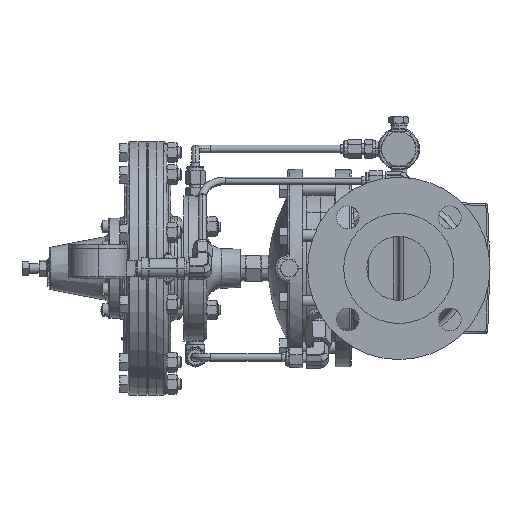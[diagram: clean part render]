
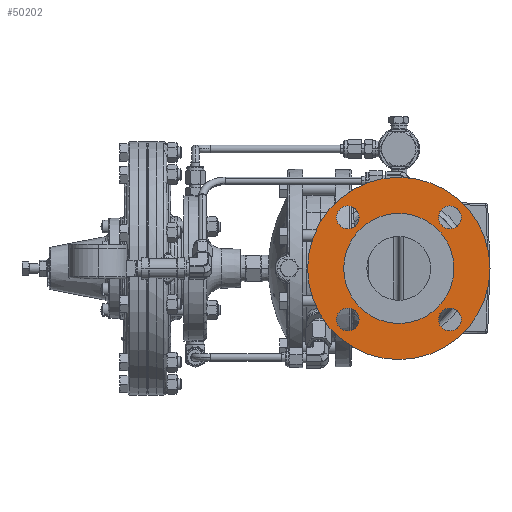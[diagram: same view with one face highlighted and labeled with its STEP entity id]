
A CAD part, left-side view. The second image highlights one B-rep face of the part: STEP entity #50202.
In plain terms, the highlighted planar face has unit normal (-1, 0, 0).
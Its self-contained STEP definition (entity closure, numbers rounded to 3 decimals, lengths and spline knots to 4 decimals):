
#1236 = VERTEX_POINT ( 'NONE', #86990 ) ;
#1780 = DIRECTION ( 'NONE',  ( 0., 0., 1. ) ) ;
#2135 = DIRECTION ( 'NONE',  ( 0., 0., 1. ) ) ;
#2734 = AXIS2_PLACEMENT_3D ( 'NONE', #23092, #63507, #119325 ) ;
#2944 = DIRECTION ( 'NONE',  ( -1., 0., 0. ) ) ;
#4090 = CARTESIAN_POINT ( 'NONE',  ( -4.5005, -1.6794, 1.3044 ) ) ;
#4231 = VERTEX_POINT ( 'NONE', #60984 ) ;
#4883 = DIRECTION ( 'NONE',  ( 0., 0., 1. ) ) ;
#5196 = DIRECTION ( 'NONE',  ( 0., 0., 1. ) ) ;
#9077 = CARTESIAN_POINT ( 'NONE',  ( -4.5005, 1.8125, 0. ) ) ;
#13343 = CIRCLE ( 'NONE', #22203, 1.8125 ) ;
#15245 = CARTESIAN_POINT ( 'NONE',  ( -4.5005, 0., 0. ) ) ;
#19958 = CARTESIAN_POINT ( 'NONE',  ( -4.5005, 1.6794, -1.6794 ) ) ;
#21204 = CARTESIAN_POINT ( 'NONE',  ( -4.5005, 1.6794, -2.0544 ) ) ;
#21414 = AXIS2_PLACEMENT_3D ( 'NONE', #105923, #50646, #37542 ) ;
#22203 = AXIS2_PLACEMENT_3D ( 'NONE', #23296, #75582, #131409 ) ;
#22695 = DIRECTION ( 'NONE',  ( -1., 0., 0. ) ) ;
#22833 = EDGE_LOOP ( 'NONE', ( #116246, #106084 ) ) ;
#23092 = CARTESIAN_POINT ( 'NONE',  ( -4.5005, 0., 0. ) ) ;
#23296 = CARTESIAN_POINT ( 'NONE',  ( -4.5005, 0., 0. ) ) ;
#24514 = AXIS2_PLACEMENT_3D ( 'NONE', #140279, #98752, #4883 ) ;
#24718 = EDGE_CURVE ( 'NONE', #96584, #161155, #175412, .T. ) ;
#29181 = EDGE_CURVE ( 'NONE', #126234, #30522, #40293, .T. ) ;
#30522 = VERTEX_POINT ( 'NONE', #121493 ) ;
#33602 = DIRECTION ( 'NONE',  ( 0., 0., 1. ) ) ;
#35741 = PLANE ( 'NONE',  #45485 ) ;
#37542 = DIRECTION ( 'NONE',  ( 0., 0., 1. ) ) ;
#40293 = CIRCLE ( 'NONE', #87528, 3. ) ;
#43306 = CARTESIAN_POINT ( 'NONE',  ( -4.5005, 0., 0. ) ) ;
#43702 = ORIENTED_EDGE ( 'NONE', *, *, #143716, .F. ) ;
#45154 = DIRECTION ( 'NONE',  ( -1., 0., 0. ) ) ;
#45485 = AXIS2_PLACEMENT_3D ( 'NONE', #9077, #22695, #130813 ) ;
#45765 = CARTESIAN_POINT ( 'NONE',  ( -4.5005, 1.6794, -1.3044 ) ) ;
#46473 = EDGE_CURVE ( 'NONE', #160270, #164656, #146152, .T. ) ;
#47330 = CIRCLE ( 'NONE', #170907, 0.375 ) ;
#50202 = ADVANCED_FACE ( 'NONE', ( #88459, #86540, #96911, #139331, #75604, #156240 ), #35741, .T. ) ;
#50646 = DIRECTION ( 'NONE',  ( -1., 0., 0. ) ) ;
#52530 = EDGE_CURVE ( 'NONE', #161155, #96584, #47330, .T. ) ;
#53726 = EDGE_LOOP ( 'NONE', ( #76066, #141249 ) ) ;
#54640 = CIRCLE ( 'NONE', #97833, 3. ) ;
#57685 = CARTESIAN_POINT ( 'NONE',  ( -4.5005, -1.6794, 1.6794 ) ) ;
#58510 = CARTESIAN_POINT ( 'NONE',  ( -4.5005, 1.6794, 2.0544 ) ) ;
#59905 = CARTESIAN_POINT ( 'NONE',  ( -4.5005, 0., 3. ) ) ;
#60984 = CARTESIAN_POINT ( 'NONE',  ( -4.5005, 0., 1.8125 ) ) ;
#61227 = ORIENTED_EDGE ( 'NONE', *, *, #116975, .F. ) ;
#62495 = EDGE_LOOP ( 'NONE', ( #43702, #146657 ) ) ;
#63507 = DIRECTION ( 'NONE',  ( -1., 0., 0. ) ) ;
#64202 = VERTEX_POINT ( 'NONE', #4090 ) ;
#70541 = EDGE_CURVE ( 'NONE', #64202, #116550, #153443, .T. ) ;
#72541 = AXIS2_PLACEMENT_3D ( 'NONE', #112495, #116089, #102397 ) ;
#73660 = EDGE_LOOP ( 'NONE', ( #174431, #127740 ) ) ;
#75582 = DIRECTION ( 'NONE',  ( -1., 0., 0. ) ) ;
#75604 = FACE_BOUND ( 'NONE', #53726, .T. ) ;
#76066 = ORIENTED_EDGE ( 'NONE', *, *, #101302, .F. ) ;
#78177 = ORIENTED_EDGE ( 'NONE', *, *, #24718, .F. ) ;
#78248 = EDGE_LOOP ( 'NONE', ( #61227, #144767 ) ) ;
#82331 = DIRECTION ( 'NONE',  ( -1., 0., 0. ) ) ;
#82929 = DIRECTION ( 'NONE',  ( 0., 0., 1. ) ) ;
#86540 = FACE_BOUND ( 'NONE', #22833, .T. ) ;
#86990 = CARTESIAN_POINT ( 'NONE',  ( -4.5005, -1.6794, -2.0544 ) ) ;
#87528 = AXIS2_PLACEMENT_3D ( 'NONE', #43306, #2944, #1780 ) ;
#88459 = FACE_BOUND ( 'NONE', #62495, .T. ) ;
#89860 = EDGE_CURVE ( 'NONE', #1236, #172351, #97288, .T. ) ;
#95376 = CARTESIAN_POINT ( 'NONE',  ( -4.5005, -1.6794, 2.0544 ) ) ;
#96584 = VERTEX_POINT ( 'NONE', #21204 ) ;
#96911 = FACE_BOUND ( 'NONE', #142675, .T. ) ;
#97288 = CIRCLE ( 'NONE', #100776, 0.375 ) ;
#97833 = AXIS2_PLACEMENT_3D ( 'NONE', #15245, #163709, #82929 ) ;
#98752 = DIRECTION ( 'NONE',  ( -1., 0., 0. ) ) ;
#98985 = EDGE_CURVE ( 'NONE', #139952, #4231, #139254, .T. ) ;
#99874 = CARTESIAN_POINT ( 'NONE',  ( -4.5005, -1.6794, -1.6794 ) ) ;
#100776 = AXIS2_PLACEMENT_3D ( 'NONE', #149453, #82331, #2135 ) ;
#101302 = EDGE_CURVE ( 'NONE', #4231, #139952, #13343, .T. ) ;
#102397 = DIRECTION ( 'NONE',  ( 0., 0., 1. ) ) ;
#105923 = CARTESIAN_POINT ( 'NONE',  ( -4.5005, 1.6794, 1.6794 ) ) ;
#106084 = ORIENTED_EDGE ( 'NONE', *, *, #89860, .F. ) ;
#112495 = CARTESIAN_POINT ( 'NONE',  ( -4.5005, -1.6794, 1.6794 ) ) ;
#115035 = DIRECTION ( 'NONE',  ( -1., 0., 0. ) ) ;
#116089 = DIRECTION ( 'NONE',  ( -1., 0., 0. ) ) ;
#116246 = ORIENTED_EDGE ( 'NONE', *, *, #148633, .F. ) ;
#116550 = VERTEX_POINT ( 'NONE', #95376 ) ;
#116975 = EDGE_CURVE ( 'NONE', #164656, #160270, #134783, .T. ) ;
#119325 = DIRECTION ( 'NONE',  ( 0., 0., 1. ) ) ;
#121493 = CARTESIAN_POINT ( 'NONE',  ( -4.5005, 0., -3. ) ) ;
#123317 = AXIS2_PLACEMENT_3D ( 'NONE', #57685, #45154, #139641 ) ;
#125439 = DIRECTION ( 'NONE',  ( 0., 0., 1. ) ) ;
#126234 = VERTEX_POINT ( 'NONE', #59905 ) ;
#127740 = ORIENTED_EDGE ( 'NONE', *, *, #139422, .T. ) ;
#128114 = CARTESIAN_POINT ( 'NONE',  ( -4.5005, 1.6794, 1.6794 ) ) ;
#130813 = DIRECTION ( 'NONE',  ( 0., 0., -1. ) ) ;
#131409 = DIRECTION ( 'NONE',  ( 0., 0., 1. ) ) ;
#132480 = AXIS2_PLACEMENT_3D ( 'NONE', #128114, #142348, #5196 ) ;
#134783 = CIRCLE ( 'NONE', #21414, 0.375 ) ;
#139254 = CIRCLE ( 'NONE', #2734, 1.8125 ) ;
#139331 = FACE_BOUND ( 'NONE', #78248, .T. ) ;
#139422 = EDGE_CURVE ( 'NONE', #30522, #126234, #54640, .T. ) ;
#139641 = DIRECTION ( 'NONE',  ( 0., 0., 1. ) ) ;
#139952 = VERTEX_POINT ( 'NONE', #165270 ) ;
#140279 = CARTESIAN_POINT ( 'NONE',  ( -4.5005, 1.6794, -1.6794 ) ) ;
#141249 = ORIENTED_EDGE ( 'NONE', *, *, #98985, .F. ) ;
#142348 = DIRECTION ( 'NONE',  ( -1., 0., 0. ) ) ;
#142675 = EDGE_LOOP ( 'NONE', ( #173210, #78177 ) ) ;
#143716 = EDGE_CURVE ( 'NONE', #116550, #64202, #158152, .T. ) ;
#144767 = ORIENTED_EDGE ( 'NONE', *, *, #46473, .F. ) ;
#146152 = CIRCLE ( 'NONE', #132480, 0.375 ) ;
#146657 = ORIENTED_EDGE ( 'NONE', *, *, #70541, .F. ) ;
#148633 = EDGE_CURVE ( 'NONE', #172351, #1236, #170034, .T. ) ;
#149453 = CARTESIAN_POINT ( 'NONE',  ( -4.5005, -1.6794, -1.6794 ) ) ;
#152697 = CARTESIAN_POINT ( 'NONE',  ( -4.5005, -1.6794, -1.3044 ) ) ;
#153443 = CIRCLE ( 'NONE', #72541, 0.375 ) ;
#153905 = DIRECTION ( 'NONE',  ( -1., 0., 0. ) ) ;
#154507 = AXIS2_PLACEMENT_3D ( 'NONE', #99874, #153905, #125439 ) ;
#156240 = FACE_OUTER_BOUND ( 'NONE', #73660, .T. ) ;
#158152 = CIRCLE ( 'NONE', #123317, 0.375 ) ;
#160270 = VERTEX_POINT ( 'NONE', #165587 ) ;
#161155 = VERTEX_POINT ( 'NONE', #45765 ) ;
#163709 = DIRECTION ( 'NONE',  ( -1., 0., 0. ) ) ;
#164656 = VERTEX_POINT ( 'NONE', #58510 ) ;
#165270 = CARTESIAN_POINT ( 'NONE',  ( -4.5005, 0., -1.8125 ) ) ;
#165587 = CARTESIAN_POINT ( 'NONE',  ( -4.5005, 1.6794, 1.3044 ) ) ;
#170034 = CIRCLE ( 'NONE', #154507, 0.375 ) ;
#170907 = AXIS2_PLACEMENT_3D ( 'NONE', #19958, #115035, #33602 ) ;
#172351 = VERTEX_POINT ( 'NONE', #152697 ) ;
#173210 = ORIENTED_EDGE ( 'NONE', *, *, #52530, .F. ) ;
#174431 = ORIENTED_EDGE ( 'NONE', *, *, #29181, .T. ) ;
#175412 = CIRCLE ( 'NONE', #24514, 0.375 ) ;
